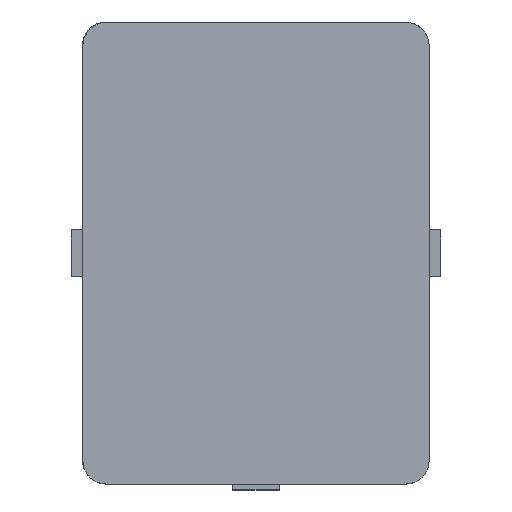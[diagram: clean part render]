
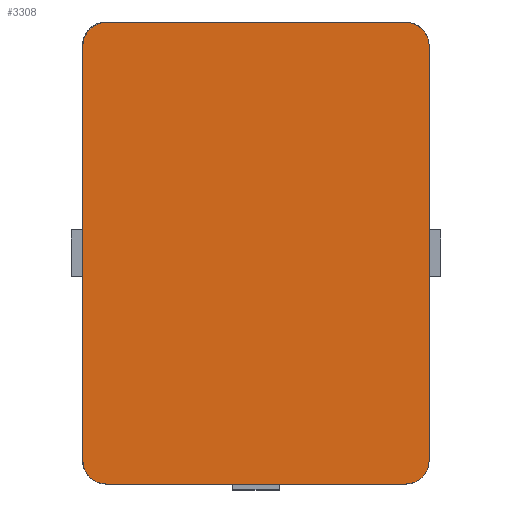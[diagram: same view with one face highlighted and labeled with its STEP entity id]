
A CAD part, top view. The second image highlights one B-rep face of the part: STEP entity #3308.
In plain terms, the highlighted planar face has unit normal (0, 0, 1).
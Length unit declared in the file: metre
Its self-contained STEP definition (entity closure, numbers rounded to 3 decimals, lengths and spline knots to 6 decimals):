
#160=CIRCLE('',#3640,0.00508);
#161=CIRCLE('',#3641,0.00508);
#162=CIRCLE('',#3642,0.00508);
#163=CIRCLE('',#3643,0.00508);
#998=ORIENTED_EDGE('',*,*,#1543,.F.);
#999=ORIENTED_EDGE('',*,*,#1574,.T.);
#1000=ORIENTED_EDGE('',*,*,#1566,.F.);
#1001=ORIENTED_EDGE('',*,*,#1575,.T.);
#1002=ORIENTED_EDGE('',*,*,#1562,.T.);
#1003=ORIENTED_EDGE('',*,*,#1576,.T.);
#1004=ORIENTED_EDGE('',*,*,#1571,.T.);
#1005=ORIENTED_EDGE('',*,*,#1577,.T.);
#1543=EDGE_CURVE('',#1893,#1894,#2210,.T.);
#1562=EDGE_CURVE('',#1910,#1909,#2225,.T.);
#1566=EDGE_CURVE('',#1911,#1912,#2229,.T.);
#1571=EDGE_CURVE('',#1916,#1915,#2234,.T.);
#1574=EDGE_CURVE('',#1893,#1912,#160,.T.);
#1575=EDGE_CURVE('',#1911,#1910,#161,.T.);
#1576=EDGE_CURVE('',#1909,#1916,#162,.T.);
#1577=EDGE_CURVE('',#1915,#1894,#163,.T.);
#1893=VERTEX_POINT('',#5428);
#1894=VERTEX_POINT('',#5430);
#1909=VERTEX_POINT('',#5465);
#1910=VERTEX_POINT('',#5467);
#1911=VERTEX_POINT('',#5472);
#1912=VERTEX_POINT('',#5474);
#1915=VERTEX_POINT('',#5482);
#1916=VERTEX_POINT('',#5484);
#2210=LINE('',#5429,#2557);
#2225=LINE('',#5466,#2572);
#2229=LINE('',#5473,#2576);
#2234=LINE('',#5483,#2581);
#2557=VECTOR('',#4432,1.);
#2572=VECTOR('',#4459,1.);
#2576=VECTOR('',#4465,1.);
#2581=VECTOR('',#4472,1.);
#2811=EDGE_LOOP('',(#998,#999,#1000,#1001,#1002,#1003,#1004,#1005));
#3010=FACE_BOUND('',#2811,.T.);
#3133=PLANE('',#3639);
#3308=ADVANCED_FACE('',(#3010),#3133,.T.);
#3639=AXIS2_PLACEMENT_3D('',#5487,#4475,#4476);
#3640=AXIS2_PLACEMENT_3D('',#5488,#4477,#4478);
#3641=AXIS2_PLACEMENT_3D('',#5489,#4479,#4480);
#3642=AXIS2_PLACEMENT_3D('',#5490,#4481,#4482);
#3643=AXIS2_PLACEMENT_3D('',#5491,#4483,#4484);
#4432=DIRECTION('',(0.,-1.,0.));
#4459=DIRECTION('',(0.,-1.,0.));
#4465=DIRECTION('',(1.,0.,0.));
#4472=DIRECTION('',(1.,0.,0.));
#4475=DIRECTION('',(0.,0.,1.));
#4476=DIRECTION('',(1.,0.,0.));
#4477=DIRECTION('',(0.,0.,1.));
#4478=DIRECTION('',(1.,0.,0.));
#4479=DIRECTION('',(0.,0.,1.));
#4480=DIRECTION('',(1.,0.,0.));
#4481=DIRECTION('',(0.,0.,1.));
#4482=DIRECTION('',(1.,0.,0.));
#4483=DIRECTION('',(0.,0.,1.));
#4484=DIRECTION('',(1.,0.,0.));
#5428=CARTESIAN_POINT('',(0.0375,0.04492,0.005));
#5429=CARTESIAN_POINT('',(0.0375,0.,0.005));
#5430=CARTESIAN_POINT('',(0.0375,-0.04492,0.005));
#5465=CARTESIAN_POINT('',(-0.0375,-0.04492,0.005));
#5466=CARTESIAN_POINT('',(-0.0375,0.,0.005));
#5467=CARTESIAN_POINT('',(-0.0375,0.04492,0.005));
#5472=CARTESIAN_POINT('',(-0.03242,0.05,0.005));
#5473=CARTESIAN_POINT('',(0.,0.05,0.005));
#5474=CARTESIAN_POINT('',(0.03242,0.05,0.005));
#5482=CARTESIAN_POINT('',(0.03242,-0.05,0.005));
#5483=CARTESIAN_POINT('',(0.,-0.05,0.005));
#5484=CARTESIAN_POINT('',(-0.03242,-0.05,0.005));
#5487=CARTESIAN_POINT('',(0.,0.,0.005));
#5488=CARTESIAN_POINT('',(0.03242,0.04492,0.005));
#5489=CARTESIAN_POINT('',(-0.03242,0.04492,0.005));
#5490=CARTESIAN_POINT('',(-0.03242,-0.04492,0.005));
#5491=CARTESIAN_POINT('',(0.03242,-0.04492,0.005));
